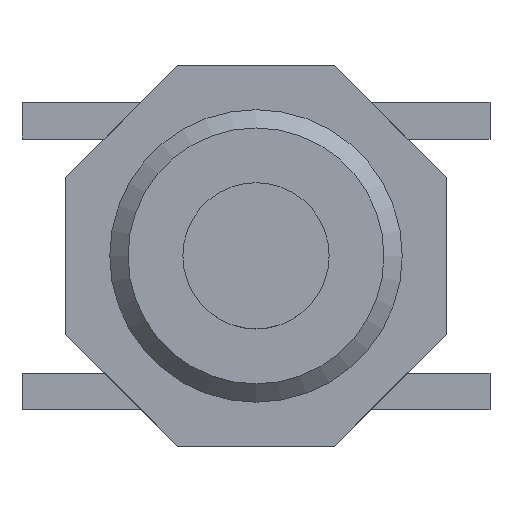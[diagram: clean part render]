
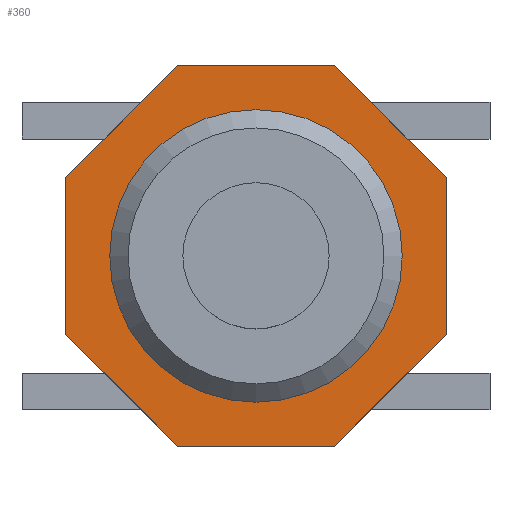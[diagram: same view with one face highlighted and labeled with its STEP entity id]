
A CAD part, top view. The second image highlights one B-rep face of the part: STEP entity #360.
In plain terms, the highlighted planar face has unit normal (0, 0, 1).
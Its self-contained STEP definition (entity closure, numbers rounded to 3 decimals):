
#42 = VERTEX_POINT('',#43);
#43 = CARTESIAN_POINT('',(-2.6,1.077,0.9));
#49 = EDGE_CURVE('',#42,#50,#52,.T.);
#50 = VERTEX_POINT('',#51);
#51 = CARTESIAN_POINT('',(-2.6,-1.077,0.9));
#52 = LINE('',#53,#54);
#53 = CARTESIAN_POINT('',(-2.6,1.077,0.9));
#54 = VECTOR('',#55,1.);
#55 = DIRECTION('',(0.,-1.,0.));
#90 = VERTEX_POINT('',#91);
#91 = CARTESIAN_POINT('',(-1.077,2.6,0.9));
#97 = EDGE_CURVE('',#90,#42,#98,.T.);
#98 = LINE('',#99,#100);
#99 = CARTESIAN_POINT('',(-1.077,2.6,0.9));
#100 = VECTOR('',#101,1.);
#101 = DIRECTION('',(-0.707,-0.707,0.));
#151 = EDGE_CURVE('',#50,#152,#154,.T.);
#152 = VERTEX_POINT('',#153);
#153 = CARTESIAN_POINT('',(-1.077,-2.6,0.9));
#154 = LINE('',#155,#156);
#155 = CARTESIAN_POINT('',(-2.6,-1.077,0.9));
#156 = VECTOR('',#157,1.);
#157 = DIRECTION('',(0.707,-0.707,0.));
#360 = ADVANCED_FACE('',(#361,#404),#415,.T.);
#361 = FACE_BOUND('',#362,.T.);
#362 = EDGE_LOOP('',(#363,#364,#365,#373,#381,#389,#397,#403));
#363 = ORIENTED_EDGE('',*,*,#49,.T.);
#364 = ORIENTED_EDGE('',*,*,#151,.T.);
#365 = ORIENTED_EDGE('',*,*,#366,.T.);
#366 = EDGE_CURVE('',#152,#367,#369,.T.);
#367 = VERTEX_POINT('',#368);
#368 = CARTESIAN_POINT('',(1.077,-2.6,0.9));
#369 = LINE('',#370,#371);
#370 = CARTESIAN_POINT('',(-1.077,-2.6,0.9));
#371 = VECTOR('',#372,1.);
#372 = DIRECTION('',(1.,0.,0.));
#373 = ORIENTED_EDGE('',*,*,#374,.T.);
#374 = EDGE_CURVE('',#367,#375,#377,.T.);
#375 = VERTEX_POINT('',#376);
#376 = CARTESIAN_POINT('',(2.6,-1.077,0.9));
#377 = LINE('',#378,#379);
#378 = CARTESIAN_POINT('',(1.077,-2.6,0.9));
#379 = VECTOR('',#380,1.);
#380 = DIRECTION('',(0.707,0.707,0.));
#381 = ORIENTED_EDGE('',*,*,#382,.T.);
#382 = EDGE_CURVE('',#375,#383,#385,.T.);
#383 = VERTEX_POINT('',#384);
#384 = CARTESIAN_POINT('',(2.6,1.077,0.9));
#385 = LINE('',#386,#387);
#386 = CARTESIAN_POINT('',(2.6,-1.077,0.9));
#387 = VECTOR('',#388,1.);
#388 = DIRECTION('',(0.,1.,0.));
#389 = ORIENTED_EDGE('',*,*,#390,.T.);
#390 = EDGE_CURVE('',#383,#391,#393,.T.);
#391 = VERTEX_POINT('',#392);
#392 = CARTESIAN_POINT('',(1.077,2.6,0.9));
#393 = LINE('',#394,#395);
#394 = CARTESIAN_POINT('',(2.6,1.077,0.9));
#395 = VECTOR('',#396,1.);
#396 = DIRECTION('',(-0.707,0.707,0.));
#397 = ORIENTED_EDGE('',*,*,#398,.T.);
#398 = EDGE_CURVE('',#391,#90,#399,.T.);
#399 = LINE('',#400,#401);
#400 = CARTESIAN_POINT('',(1.077,2.6,0.9));
#401 = VECTOR('',#402,1.);
#402 = DIRECTION('',(-1.,0.,0.));
#403 = ORIENTED_EDGE('',*,*,#97,.T.);
#404 = FACE_BOUND('',#405,.T.);
#405 = EDGE_LOOP('',(#406));
#406 = ORIENTED_EDGE('',*,*,#407,.F.);
#407 = EDGE_CURVE('',#408,#408,#410,.T.);
#408 = VERTEX_POINT('',#409);
#409 = CARTESIAN_POINT('',(2.,0.,0.9));
#410 = CIRCLE('',#411,2.);
#411 = AXIS2_PLACEMENT_3D('',#412,#413,#414);
#412 = CARTESIAN_POINT('',(0.,0.,0.9));
#413 = DIRECTION('',(0.,0.,1.));
#414 = DIRECTION('',(1.,0.,0.));
#415 = PLANE('',#416);
#416 = AXIS2_PLACEMENT_3D('',#417,#418,#419);
#417 = CARTESIAN_POINT('',(0.,0.,0.9));
#418 = DIRECTION('',(0.,0.,1.));
#419 = DIRECTION('',(1.,0.,0.));
